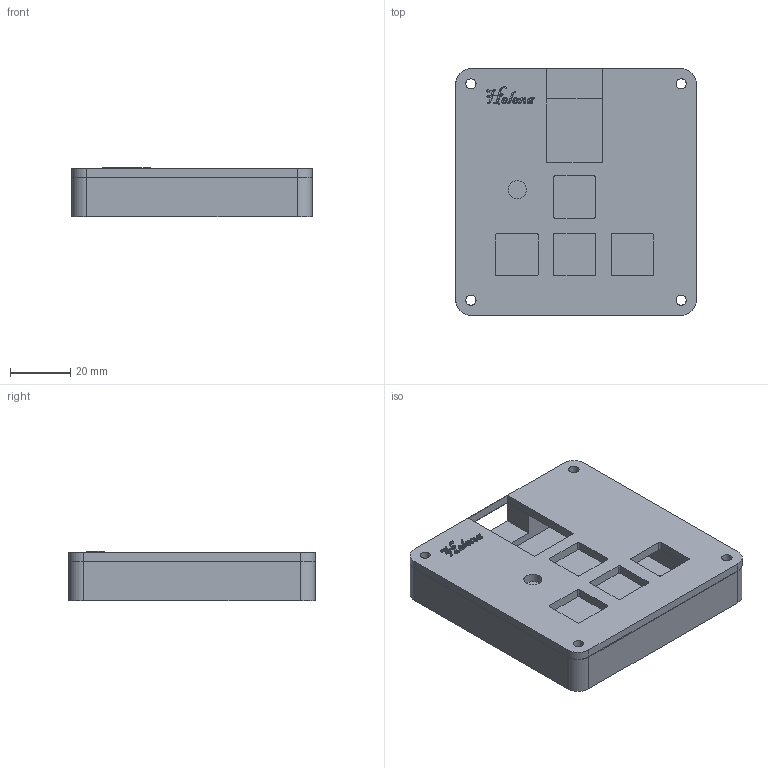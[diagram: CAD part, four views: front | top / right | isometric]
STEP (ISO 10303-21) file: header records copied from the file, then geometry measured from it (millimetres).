
FILE_DESCRIPTION(/* description */ (''),/* implementation_level */ '2;1');
FILE_NAME(/* name */ 'TOGETHER.step',/* time_stamp */ '2026-02-04T19:29:38-08:00',/* author */ (''),/* organization */ (''),/* preprocessor_version */ 'ST-DEVELOPER v20.1',/* originating_system */ 'Autodesk Translation Framework v14.24.0.0',/* authorisation */ '');
FILE_SCHEMA (('AUTOMOTIVE_DESIGN { 1 0 10303 214 3 1 1 }'));
Length unit declared in the file: millimetre
Products named in the file (3): 2026-02-04-19-27-57-847; 2026-02-03-18-07-23-398; 2026-02-03-18-35-19-532
Assembly tree (2 placements, depth 2):
  2026-02-04-19-27-57-847
    2026-02-03-18-07-23-398
    2026-02-03-18-35-19-532
Bounding box: 79.55 x 81.62 x 16.33 mm (x, y, z)
Volume: 60451.8 mm3; surface area: 32118.7 mm2
Topology: 2 solids, 2 shells, 817 faces, 2397 edges, 1598 vertices
Faces by surface type: plane 507, bspline 273, cylinder 37
Full cylindrical faces by diameter (mm): 3.4 x8, 6 x5
Entity records: 29502 total; most frequent: CARTESIAN_POINT 9470, ORIENTED_EDGE 4794, DIRECTION 3020, EDGE_CURVE 2397, LINE 1774, VECTOR 1774, VERTEX_POINT 1598, EDGE_LOOP 859
